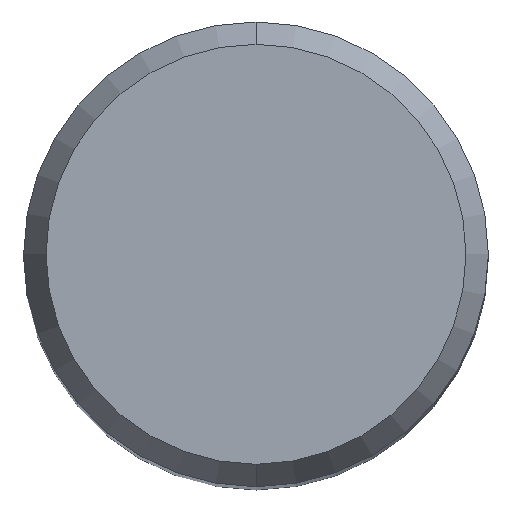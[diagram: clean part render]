
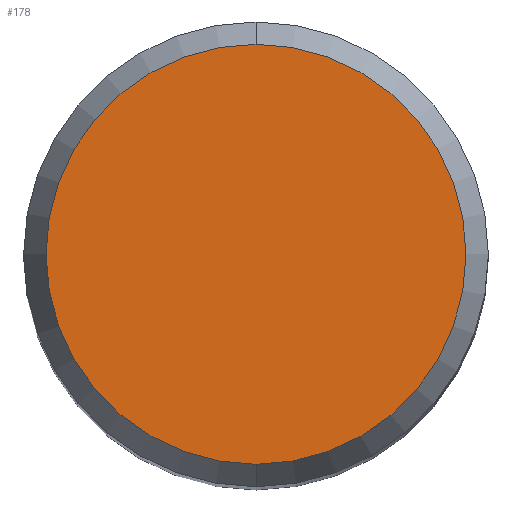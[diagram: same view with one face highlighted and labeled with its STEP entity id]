
A CAD part, top view. The second image highlights one B-rep face of the part: STEP entity #178.
In plain terms, the highlighted planar face has unit normal (0, 0, 1).
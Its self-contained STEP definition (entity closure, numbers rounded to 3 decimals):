
#120=EDGE_CURVE('',#146,#180,#263,.T.);
#146=VERTEX_POINT('',#290);
#178=ADVANCED_FACE('',(#328),#329,.T.);
#180=VERTEX_POINT('',#331);
#186=EDGE_CURVE('',#180,#146,#337,.T.);
#263=CIRCLE('',#414,4.304);
#290=CARTESIAN_POINT('',(0.0,4.304,0.01));
#328=FACE_OUTER_BOUND('',#497,.T.);
#329=PLANE('',#498);
#331=CARTESIAN_POINT('',(0.,-4.304,0.01));
#337=CIRCLE('',#507,4.304);
#414=AXIS2_PLACEMENT_3D('',#587,#588,#589);
#497=EDGE_LOOP('',(#678,#679));
#498=AXIS2_PLACEMENT_3D('',#680,#681,#682);
#507=AXIS2_PLACEMENT_3D('',#683,#684,#685);
#587=CARTESIAN_POINT('',(0.0,0.0,0.01));
#588=DIRECTION('',(0.0,0.0,-1.0));
#589=DIRECTION('',(0.0,1.0,0.0));
#678=ORIENTED_EDGE('',*,*,#120,.F.);
#679=ORIENTED_EDGE('',*,*,#186,.F.);
#680=CARTESIAN_POINT('',(0.0,2.152,0.01));
#681=DIRECTION('',(-0.0,0.0,1.0));
#682=DIRECTION('',(0.0,-1.0,0.0));
#683=CARTESIAN_POINT('',(0.0,0.0,0.01));
#684=DIRECTION('',(0.0,0.0,-1.0));
#685=DIRECTION('',(0.0,1.0,0.0));
